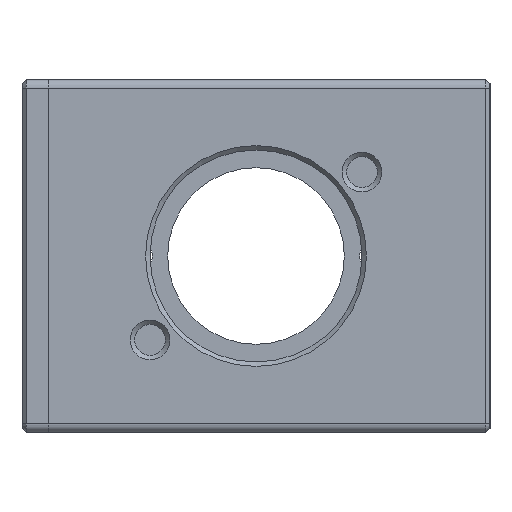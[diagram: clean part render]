
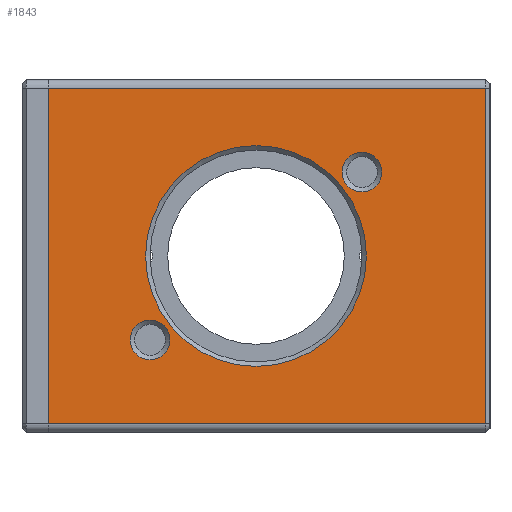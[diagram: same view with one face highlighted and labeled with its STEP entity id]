
A CAD part, left-side view. The second image highlights one B-rep face of the part: STEP entity #1843.
In plain terms, the highlighted planar face has unit normal (-1, 0, 0).
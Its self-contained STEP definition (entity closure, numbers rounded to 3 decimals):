
#70=FACE_BOUND('',#307,.T.);
#71=FACE_BOUND('',#308,.T.);
#72=FACE_BOUND('',#309,.T.);
#102=PLANE('',#2014);
#185=FACE_OUTER_BOUND('',#306,.T.);
#306=EDGE_LOOP('',(#1456,#1457,#1458,#1459));
#307=EDGE_LOOP('',(#1460));
#308=EDGE_LOOP('',(#1461));
#309=EDGE_LOOP('',(#1462));
#452=LINE('',#2926,#632);
#453=LINE('',#2928,#633);
#454=LINE('',#2930,#634);
#455=LINE('',#2931,#635);
#632=VECTOR('',#2366,10.);
#633=VECTOR('',#2367,10.);
#634=VECTOR('',#2368,10.);
#635=VECTOR('',#2369,10.);
#774=CIRCLE('',#2012,2.25);
#776=CIRCLE('',#2015,12.5);
#777=CIRCLE('',#2016,2.25);
#890=VERTEX_POINT('',#2918);
#892=VERTEX_POINT('',#2924);
#893=VERTEX_POINT('',#2925);
#894=VERTEX_POINT('',#2927);
#895=VERTEX_POINT('',#2929);
#896=VERTEX_POINT('',#2932);
#897=VERTEX_POINT('',#2934);
#1092=EDGE_CURVE('',#890,#890,#774,.T.);
#1095=EDGE_CURVE('',#892,#893,#452,.T.);
#1096=EDGE_CURVE('',#894,#892,#453,.T.);
#1097=EDGE_CURVE('',#895,#894,#454,.T.);
#1098=EDGE_CURVE('',#893,#895,#455,.T.);
#1099=EDGE_CURVE('',#896,#896,#776,.T.);
#1100=EDGE_CURVE('',#897,#897,#777,.T.);
#1456=ORIENTED_EDGE('',*,*,#1095,.F.);
#1457=ORIENTED_EDGE('',*,*,#1096,.F.);
#1458=ORIENTED_EDGE('',*,*,#1097,.F.);
#1459=ORIENTED_EDGE('',*,*,#1098,.F.);
#1460=ORIENTED_EDGE('',*,*,#1099,.F.);
#1461=ORIENTED_EDGE('',*,*,#1100,.F.);
#1462=ORIENTED_EDGE('',*,*,#1092,.F.);
#1843=ADVANCED_FACE('',(#185,#70,#71,#72),#102,.T.);
#2012=AXIS2_PLACEMENT_3D('',#2919,#2359,#2360);
#2014=AXIS2_PLACEMENT_3D('',#2923,#2364,#2365);
#2015=AXIS2_PLACEMENT_3D('',#2933,#2370,#2371);
#2016=AXIS2_PLACEMENT_3D('',#2935,#2372,#2373);
#2359=DIRECTION('center_axis',(-1.,0.,0.));
#2360=DIRECTION('ref_axis',(0.,0.,-1.));
#2364=DIRECTION('center_axis',(-1.,0.,0.));
#2365=DIRECTION('ref_axis',(0.,0.,1.));
#2366=DIRECTION('',(0.,0.,-1.));
#2367=DIRECTION('',(0.,-1.,0.));
#2368=DIRECTION('',(0.,0.,1.));
#2369=DIRECTION('',(0.,1.,0.));
#2370=DIRECTION('center_axis',(-1.,0.,0.));
#2371=DIRECTION('ref_axis',(0.,0.,-1.));
#2372=DIRECTION('center_axis',(-1.,0.,0.));
#2373=DIRECTION('ref_axis',(0.,0.,-1.));
#2918=CARTESIAN_POINT('',(-65.,38.5,-7.25));
#2919=CARTESIAN_POINT('Origin',(-65.,38.5,-9.5));
#2923=CARTESIAN_POINT('Origin',(-65.,0.,-20.));
#2924=CARTESIAN_POINT('',(-65.,0.5,19.));
#2925=CARTESIAN_POINT('',(-65.,0.5,-19.));
#2926=CARTESIAN_POINT('',(-65.,0.5,-10.));
#2927=CARTESIAN_POINT('',(-65.,50.,19.));
#2928=CARTESIAN_POINT('',(-65.,0.,19.));
#2929=CARTESIAN_POINT('',(-65.,50.,-19.));
#2930=CARTESIAN_POINT('',(-65.,50.,20.));
#2931=CARTESIAN_POINT('',(-65.,0.,-19.));
#2932=CARTESIAN_POINT('',(-65.,26.5,12.5));
#2933=CARTESIAN_POINT('Origin',(-65.,26.5,0.));
#2934=CARTESIAN_POINT('',(-65.,14.5,11.75));
#2935=CARTESIAN_POINT('Origin',(-65.,14.5,9.5));
